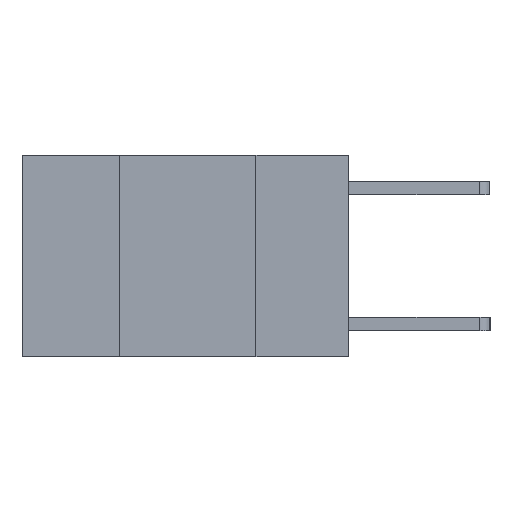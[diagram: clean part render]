
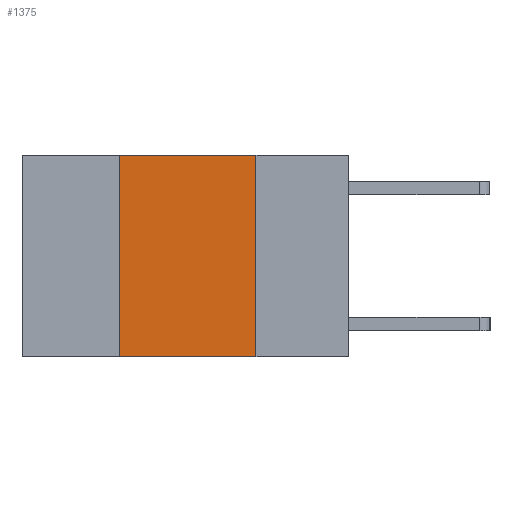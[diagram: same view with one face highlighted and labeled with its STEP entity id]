
A CAD part, left-side view. The second image highlights one B-rep face of the part: STEP entity #1375.
In plain terms, the highlighted planar face has unit normal (-1, 0, 0).
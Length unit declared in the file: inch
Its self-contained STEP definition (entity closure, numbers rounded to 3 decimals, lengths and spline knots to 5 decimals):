
#113 = LINE ( 'NONE', #1625, #1896 ) ;
#139 = ORIENTED_EDGE ( 'NONE', *, *, #8384, .F. ) ;
#789 = VERTEX_POINT ( 'NONE', #2971 ) ;
#1221 = EDGE_CURVE ( 'NONE', #789, #5200, #113, .T. ) ;
#1375 = ADVANCED_FACE ( 'NONE', ( #6512 ), #3797, .F. ) ;
#1508 = CARTESIAN_POINT ( 'NONE',  ( 0., 0.17, 0. ) ) ;
#1625 = CARTESIAN_POINT ( 'NONE',  ( 0., 0.42, 0. ) ) ;
#1653 = AXIS2_PLACEMENT_3D ( 'NONE', #3964, #3926, #4825 ) ;
#1843 = EDGE_CURVE ( 'NONE', #789, #4023, #6255, .T. ) ;
#1896 = VECTOR ( 'NONE', #5915, 39.37008 ) ;
#2430 = CARTESIAN_POINT ( 'NONE',  ( 0., 0.6, 0. ) ) ;
#2971 = CARTESIAN_POINT ( 'NONE',  ( 0., 0.42, -0.37 ) ) ;
#3114 = VERTEX_POINT ( 'NONE', #9557 ) ;
#3390 = EDGE_LOOP ( 'NONE', ( #139, #3827, #6540, #7504 ) ) ;
#3797 = PLANE ( 'NONE',  #1653 ) ;
#3827 = ORIENTED_EDGE ( 'NONE', *, *, #9727, .F. ) ;
#3926 = DIRECTION ( 'NONE',  ( 1., 0., 0. ) ) ;
#3964 = CARTESIAN_POINT ( 'NONE',  ( 0., 0.6, 0. ) ) ;
#4023 = VERTEX_POINT ( 'NONE', #4868 ) ;
#4708 = CARTESIAN_POINT ( 'NONE',  ( 0., 0.42, 0. ) ) ;
#4825 = DIRECTION ( 'NONE',  ( 0., 0., -1. ) ) ;
#4868 = CARTESIAN_POINT ( 'NONE',  ( 0., 0.17, -0.37 ) ) ;
#5200 = VERTEX_POINT ( 'NONE', #4708 ) ;
#5442 = VECTOR ( 'NONE', #6798, 39.37008 ) ;
#5641 = DIRECTION ( 'NONE',  ( 0., -1., 0. ) ) ;
#5645 = VECTOR ( 'NONE', #8486, 39.37008 ) ;
#5766 = CARTESIAN_POINT ( 'NONE',  ( 0., 0.6, -0.37 ) ) ;
#5915 = DIRECTION ( 'NONE',  ( 0., 0., 1. ) ) ;
#6255 = LINE ( 'NONE', #5766, #8062 ) ;
#6512 = FACE_OUTER_BOUND ( 'NONE', #3390, .T. ) ;
#6540 = ORIENTED_EDGE ( 'NONE', *, *, #1221, .F. ) ;
#6798 = DIRECTION ( 'NONE',  ( 0., 0., -1. ) ) ;
#7504 = ORIENTED_EDGE ( 'NONE', *, *, #1843, .T. ) ;
#7665 = LINE ( 'NONE', #2430, #5645 ) ;
#7698 = LINE ( 'NONE', #1508, #5442 ) ;
#8062 = VECTOR ( 'NONE', #5641, 39.37008 ) ;
#8384 = EDGE_CURVE ( 'NONE', #3114, #4023, #7698, .T. ) ;
#8486 = DIRECTION ( 'NONE',  ( 0., -1., 0. ) ) ;
#9557 = CARTESIAN_POINT ( 'NONE',  ( 0., 0.17, 0. ) ) ;
#9727 = EDGE_CURVE ( 'NONE', #5200, #3114, #7665, .T. ) ;
